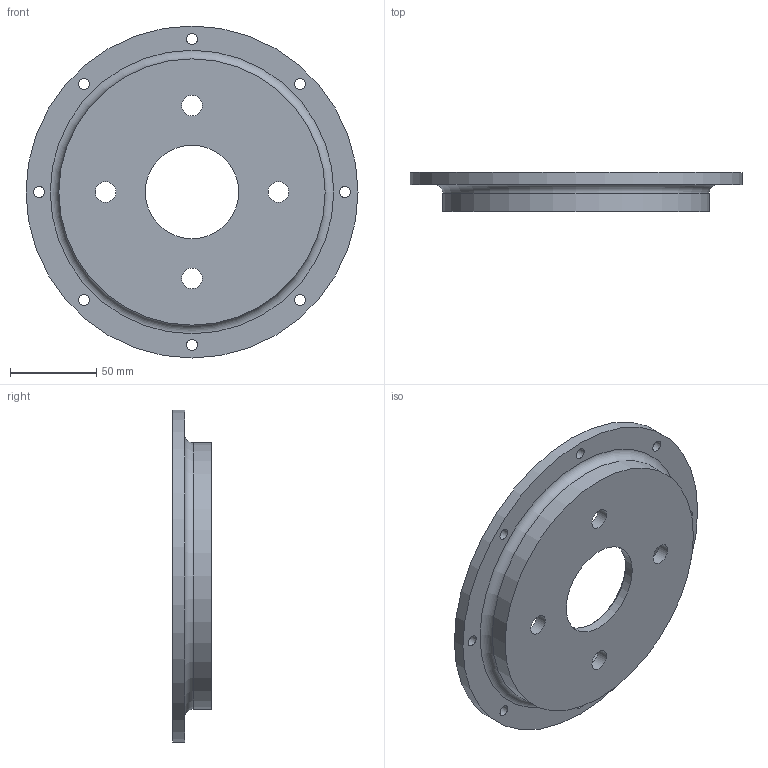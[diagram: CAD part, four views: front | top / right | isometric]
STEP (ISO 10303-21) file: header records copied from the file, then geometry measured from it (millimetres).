
FILE_DESCRIPTION(/* description */ (''),/* implementation_level */ '2;1');
FILE_NAME(/* name */ 'bol_disque-AP.stp',/* time_stamp */ '2019-11-08T14:36:28+01:00',/* author */ (''),/* organization */ (''),/* preprocessor_version */ 'ST-DEVELOPER v16',/* originating_system */ 'SIEMENS PLM Software NX 11.0',/* authorisation */ '');
FILE_SCHEMA (('AUTOMOTIVE_DESIGN { 1 0 10303 214 3 1 1 1 }'));
Length unit declared in the file: millimetre
Products named in the file (1): bol_disque-AP
Bounding box: 192 x 22.5 x 192 mm (x, y, z)
Volume: 236538.4 mm3; surface area: 71685.2 mm2
Topology: 1 solids, 1 shells, 23 faces, 67 edges, 48 vertices
Faces by surface type: cylinder 16, plane 4, torus 2, cone 1
Full cylindrical faces by diameter (mm): 6.4 x8, 12 x4, 54 x1, 140 x1, 154 x1, 192 x1
Entity records: 660 total; most frequent: DIRECTION 118, CARTESIAN_POINT 94, FACE_BOUND 70, EDGE_LOOP 70, ORIENTED_EDGE 70, AXIS2_PLACEMENT_3D 59, VERTEX_POINT 35, EDGE_CURVE 35
